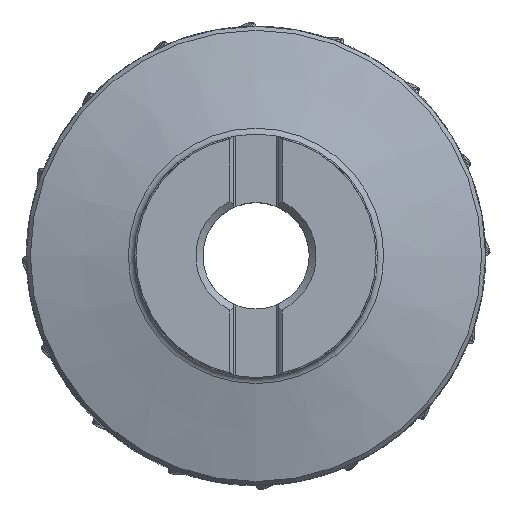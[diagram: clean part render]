
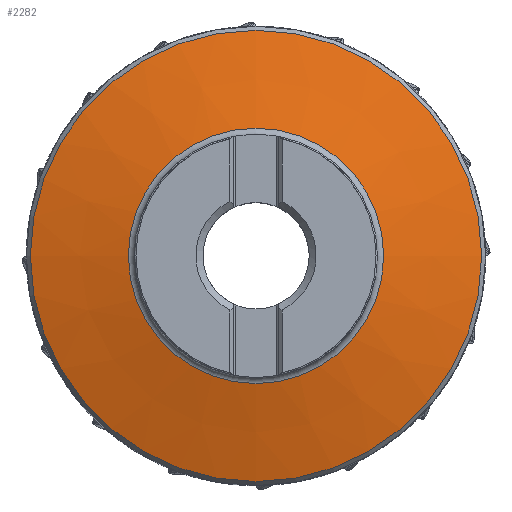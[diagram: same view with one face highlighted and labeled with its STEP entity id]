
A CAD part, top view. The second image highlights one B-rep face of the part: STEP entity #2282.
In plain terms, the highlighted conical face has half-angle 75.123 degrees and reference radius 80.823 mm.
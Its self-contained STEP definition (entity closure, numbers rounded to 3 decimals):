
#462=CONICAL_SURFACE('',#23010,80.823,75.123);
#2282=ADVANCED_FACE('S9',(#4498,#4499),#462,.T.);
#4090=CIRCLE('',#23008,45.73);
#4091=CIRCLE('',#23009,80.823);
#4498=FACE_BOUND('',#5152,.T.);
#4499=FACE_BOUND('',#5153,.T.);
#5152=EDGE_LOOP('',(#10909));
#5153=EDGE_LOOP('',(#10910));
#10909=ORIENTED_EDGE('',*,*,#18879,.T.);
#10910=ORIENTED_EDGE('',*,*,#18880,.F.);
#16513=VERTEX_POINT('',#35791);
#16514=VERTEX_POINT('',#35793);
#18879=EDGE_CURVE('',#16513,#16513,#4090,.T.);
#18880=EDGE_CURVE('',#16514,#16514,#4091,.T.);
#23008=AXIS2_PLACEMENT_3D('',#35790,#26103,#26104);
#23009=AXIS2_PLACEMENT_3D('',#35792,#26105,#26106);
#23010=AXIS2_PLACEMENT_3D('',#35794,#26107,#26108);
#26103=DIRECTION('',(0.,0.,-1.));
#26104=DIRECTION('',(-1.,0.,0.));
#26105=DIRECTION('',(0.,0.,-1.));
#26106=DIRECTION('',(-1.,0.,0.));
#26107=DIRECTION('',(0.,0.,-1.));
#26108=DIRECTION('',(-1.,0.,0.));
#35790=CARTESIAN_POINT('',(0.,0.,-23.592));
#35791=CARTESIAN_POINT('',(-45.73,0.,-23.592));
#35792=CARTESIAN_POINT('',(0.,0.,-32.914));
#35793=CARTESIAN_POINT('',(-80.823,0.,-32.914));
#35794=CARTESIAN_POINT('',(0.,0.,-32.914));
